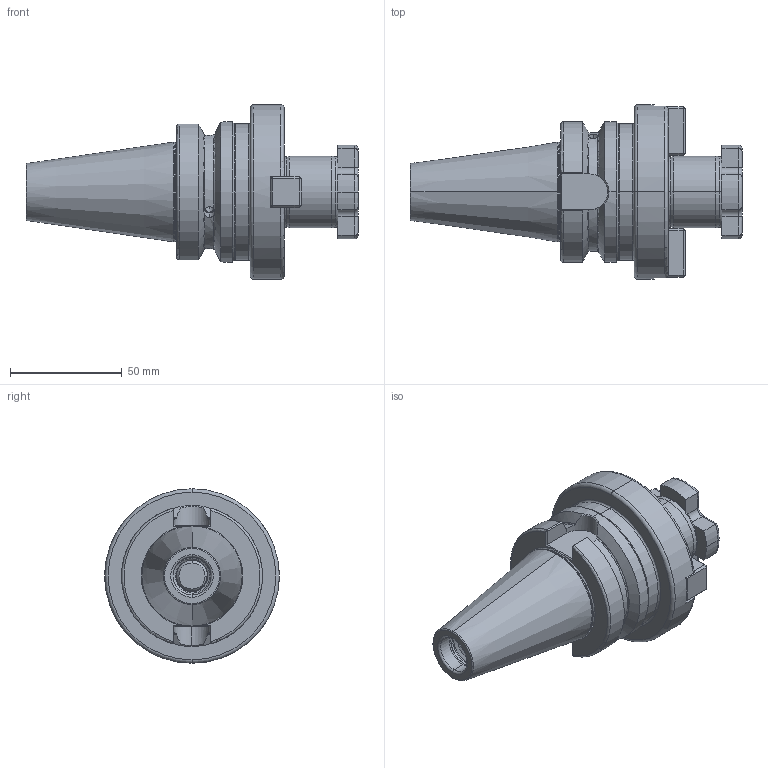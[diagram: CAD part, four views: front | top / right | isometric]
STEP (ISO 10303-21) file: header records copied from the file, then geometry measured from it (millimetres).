
FILE_DESCRIPTION (( 'STEP AP203' ), '1' );
FILE_NAME ('405.11.32.STEP', '2016-11-26T02:28:32', ( '' ), ( '' ), 'SwSTEP 2.0', 'SolidWorks 2012', '' );
FILE_SCHEMA (( 'CONFIG_CONTROL_DESIGN' ));
Length unit declared in the file: millimetre
Products named in the file (5): 十字螺絲FMB32; 405.11.32; 102.11.32_M5xP0.8-14L; 面銑刀墊塊32
Assembly tree (6 placements, depth 2):
  405.11.32
    405.11.32
    十字螺絲FMB32
    面銑刀墊塊32  x2
    102.11.32_M5xP0.8-14L  x2
Bounding box: 148.4 x 78 x 78 mm (x, y, z)
Volume: 240158.1 mm3; surface area: 49770.5 mm2
Topology: 6 solids, 6 shells, 544 faces, 1396 edges, 868 vertices
Faces by surface type: cylinder 250, plane 144, torus 62, cone 54, bspline 34
Entity records: 29097 total; most frequent: CARTESIAN_POINT 18720, ORIENTED_EDGE 2308, DIRECTION 1836, EDGE_CURVE 1154, VERTEX_POINT 723, AXIS2_PLACEMENT_3D 705, EDGE_LOOP 461, ADVANCED_FACE 444
